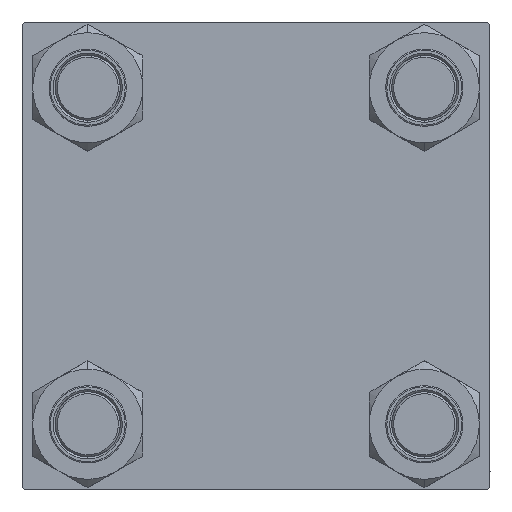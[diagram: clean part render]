
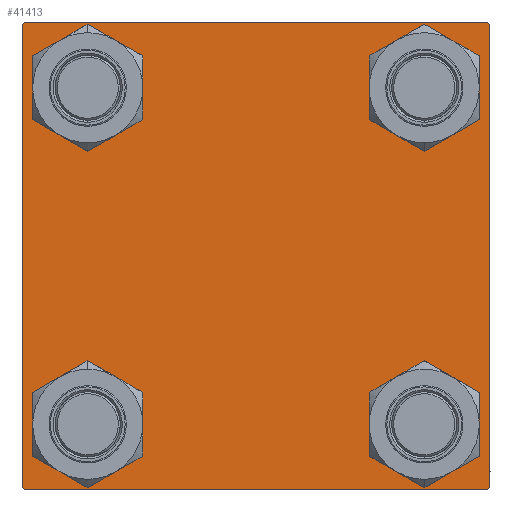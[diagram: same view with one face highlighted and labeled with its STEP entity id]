
A CAD part, left-side view. The second image highlights one B-rep face of the part: STEP entity #41413.
In plain terms, the highlighted planar face has unit normal (-1, 0, 0).
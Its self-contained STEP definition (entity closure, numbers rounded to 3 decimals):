
#321 = EDGE_CURVE ( 'NONE', #19626, #32813, #13951, .T. ) ;
#696 = DIRECTION ( 'NONE',  ( 0., 0.707, -0.707 ) ) ;
#1063 = CARTESIAN_POINT ( 'NONE',  ( 0., -41.35, -41.35 ) ) ;
#2033 = EDGE_CURVE ( 'NONE', #12159, #17047, #43246, .T. ) ;
#2157 = DIRECTION ( 'NONE',  ( 0., -1., 0. ) ) ;
#2257 = CARTESIAN_POINT ( 'NONE',  ( 0., 41.35, -41.35 ) ) ;
#2276 = FACE_BOUND ( 'NONE', #50941, .T. ) ;
#2323 = LINE ( 'NONE', #18005, #18052 ) ;
#3218 = EDGE_CURVE ( 'NONE', #42514, #32182, #2323, .T. ) ;
#3256 = CARTESIAN_POINT ( 'NONE',  ( 0., 41.35, 41.35 ) ) ;
#3346 = VERTEX_POINT ( 'NONE', #47366 ) ;
#3399 = EDGE_CURVE ( 'NONE', #23823, #3346, #35661, .T. ) ;
#3505 = CARTESIAN_POINT ( 'NONE',  ( 0., -57., -57.5 ) ) ;
#4427 = ORIENTED_EDGE ( 'NONE', *, *, #3218, .T. ) ;
#4753 = VERTEX_POINT ( 'NONE', #9852 ) ;
#4820 = AXIS2_PLACEMENT_3D ( 'NONE', #48598, #28673, #18931 ) ;
#5130 = EDGE_CURVE ( 'NONE', #28894, #48540, #24883, .T. ) ;
#6443 = VERTEX_POINT ( 'NONE', #3505 ) ;
#6459 = AXIS2_PLACEMENT_3D ( 'NONE', #3256, #35193, #51184 ) ;
#6706 = DIRECTION ( 'NONE',  ( 0., 0., 1. ) ) ;
#6778 = CARTESIAN_POINT ( 'NONE',  ( 0., -41.35, 41.35 ) ) ;
#7509 = ORIENTED_EDGE ( 'NONE', *, *, #9512, .T. ) ;
#8244 = EDGE_LOOP ( 'NONE', ( #41637, #50187 ) ) ;
#8657 = EDGE_CURVE ( 'NONE', #3346, #23823, #9133, .T. ) ;
#8899 = DIRECTION ( 'NONE',  ( 0., 0., 1. ) ) ;
#9133 = CIRCLE ( 'NONE', #18313, 8.5 ) ;
#9512 = EDGE_CURVE ( 'NONE', #6443, #46563, #25041, .T. ) ;
#9790 = ORIENTED_EDGE ( 'NONE', *, *, #3399, .T. ) ;
#9793 = CARTESIAN_POINT ( 'NONE',  ( 0., 57.5, 57.5 ) ) ;
#9852 = CARTESIAN_POINT ( 'NONE',  ( 0., 57., 57.5 ) ) ;
#9855 = FACE_BOUND ( 'NONE', #26596, .T. ) ;
#10028 = AXIS2_PLACEMENT_3D ( 'NONE', #30028, #46018, #22164 ) ;
#11078 = DIRECTION ( 'NONE',  ( 0., -1., 0. ) ) ;
#11604 = EDGE_CURVE ( 'NONE', #29688, #42514, #42528, .T. ) ;
#12159 = VERTEX_POINT ( 'NONE', #17261 ) ;
#12249 = EDGE_CURVE ( 'NONE', #48540, #28894, #36852, .T. ) ;
#12728 = CARTESIAN_POINT ( 'NONE',  ( 0., 57.25, 57.25 ) ) ;
#13056 = AXIS2_PLACEMENT_3D ( 'NONE', #6778, #31133, #23793 ) ;
#13337 = VERTEX_POINT ( 'NONE', #45766 ) ;
#13716 = ORIENTED_EDGE ( 'NONE', *, *, #321, .T. ) ;
#13906 = CIRCLE ( 'NONE', #28151, 8.5 ) ;
#13951 = CIRCLE ( 'NONE', #38220, 8.5 ) ;
#14040 = PLANE ( 'NONE',  #10028 ) ;
#14293 = ORIENTED_EDGE ( 'NONE', *, *, #11604, .T. ) ;
#14518 = DIRECTION ( 'NONE',  ( 1., 0., 0. ) ) ;
#14559 = FACE_BOUND ( 'NONE', #26829, .T. ) ;
#15529 = CARTESIAN_POINT ( 'NONE',  ( 0., 57.5, 57.5 ) ) ;
#16604 = LINE ( 'NONE', #37034, #21252 ) ;
#16740 = EDGE_CURVE ( 'NONE', #4753, #29688, #27953, .T. ) ;
#17047 = VERTEX_POINT ( 'NONE', #36654 ) ;
#17261 = CARTESIAN_POINT ( 'NONE',  ( 0., -57.5, 57. ) ) ;
#17458 = VECTOR ( 'NONE', #32910, 1000. ) ;
#18005 = CARTESIAN_POINT ( 'NONE',  ( 0., 57.25, -57.25 ) ) ;
#18052 = VECTOR ( 'NONE', #49987, 1000. ) ;
#18125 = CARTESIAN_POINT ( 'NONE',  ( 0., 41.35, -49.85 ) ) ;
#18166 = ORIENTED_EDGE ( 'NONE', *, *, #33088, .T. ) ;
#18313 = AXIS2_PLACEMENT_3D ( 'NONE', #26850, #14518, #26068 ) ;
#18931 = DIRECTION ( 'NONE',  ( 0., 0., 1. ) ) ;
#19296 = DIRECTION ( 'NONE',  ( 1., 0., 0. ) ) ;
#19626 = VERTEX_POINT ( 'NONE', #20272 ) ;
#19808 = CARTESIAN_POINT ( 'NONE',  ( 0., 41.35, 41.35 ) ) ;
#20272 = CARTESIAN_POINT ( 'NONE',  ( 0., -41.35, -49.85 ) ) ;
#21252 = VECTOR ( 'NONE', #32607, 1000. ) ;
#22164 = DIRECTION ( 'NONE',  ( 0., 0., 1. ) ) ;
#22244 = ORIENTED_EDGE ( 'NONE', *, *, #24982, .F. ) ;
#23793 = DIRECTION ( 'NONE',  ( 0., 0., 1. ) ) ;
#23823 = VERTEX_POINT ( 'NONE', #37533 ) ;
#24419 = EDGE_CURVE ( 'NONE', #44156, #13337, #45522, .T. ) ;
#24736 = EDGE_CURVE ( 'NONE', #12159, #46563, #16604, .T. ) ;
#24883 = CIRCLE ( 'NONE', #6459, 8.5 ) ;
#24982 = EDGE_CURVE ( 'NONE', #4753, #17047, #50900, .T. ) ;
#25041 = LINE ( 'NONE', #41020, #17458 ) ;
#25523 = DIRECTION ( 'NONE',  ( 0., 0., -1. ) ) ;
#26068 = DIRECTION ( 'NONE',  ( 0., 0., 1. ) ) ;
#26596 = EDGE_LOOP ( 'NONE', ( #18166, #13716 ) ) ;
#26731 = DIRECTION ( 'NONE',  ( 1., 0., 0. ) ) ;
#26829 = EDGE_LOOP ( 'NONE', ( #41211, #28399 ) ) ;
#26850 = CARTESIAN_POINT ( 'NONE',  ( 0., -41.35, 41.35 ) ) ;
#26867 = ORIENTED_EDGE ( 'NONE', *, *, #50297, .T. ) ;
#27622 = CARTESIAN_POINT ( 'NONE',  ( 0., -57.5, -57. ) ) ;
#27953 = LINE ( 'NONE', #12728, #47758 ) ;
#28120 = EDGE_LOOP ( 'NONE', ( #14293, #4427, #26867, #7509, #28660, #50972, #22244, #28473 ) ) ;
#28140 = CARTESIAN_POINT ( 'NONE',  ( 0., 57.5, 57. ) ) ;
#28151 = AXIS2_PLACEMENT_3D ( 'NONE', #1063, #40095, #8899 ) ;
#28399 = ORIENTED_EDGE ( 'NONE', *, *, #5130, .T. ) ;
#28473 = ORIENTED_EDGE ( 'NONE', *, *, #16740, .T. ) ;
#28491 = AXIS2_PLACEMENT_3D ( 'NONE', #19808, #19296, #43126 ) ;
#28660 = ORIENTED_EDGE ( 'NONE', *, *, #24736, .F. ) ;
#28673 = DIRECTION ( 'NONE',  ( 1., 0., 0. ) ) ;
#28894 = VERTEX_POINT ( 'NONE', #44366 ) ;
#29688 = VERTEX_POINT ( 'NONE', #28140 ) ;
#29741 = DIRECTION ( 'NONE',  ( 1., 0., 0. ) ) ;
#30028 = CARTESIAN_POINT ( 'NONE',  ( 0., 0., 0. ) ) ;
#30454 = AXIS2_PLACEMENT_3D ( 'NONE', #2257, #29741, #6706 ) ;
#30616 = CARTESIAN_POINT ( 'NONE',  ( 0., 41.35, 49.85 ) ) ;
#31133 = DIRECTION ( 'NONE',  ( 1., 0., 0. ) ) ;
#32182 = VERTEX_POINT ( 'NONE', #41419 ) ;
#32607 = DIRECTION ( 'NONE',  ( 0., 0., -1. ) ) ;
#32678 = VECTOR ( 'NONE', #25523, 1000. ) ;
#32813 = VERTEX_POINT ( 'NONE', #36468 ) ;
#32910 = DIRECTION ( 'NONE',  ( 0., -0.707, 0.707 ) ) ;
#33088 = EDGE_CURVE ( 'NONE', #32813, #19626, #13906, .T. ) ;
#33946 = FACE_OUTER_BOUND ( 'NONE', #28120, .T. ) ;
#34317 = CARTESIAN_POINT ( 'NONE',  ( 0., -41.35, -41.35 ) ) ;
#35193 = DIRECTION ( 'NONE',  ( 1., 0., 0. ) ) ;
#35212 = EDGE_CURVE ( 'NONE', #13337, #44156, #36578, .T. ) ;
#35661 = CIRCLE ( 'NONE', #13056, 8.5 ) ;
#36468 = CARTESIAN_POINT ( 'NONE',  ( 0., -41.35, -32.85 ) ) ;
#36578 = CIRCLE ( 'NONE', #4820, 8.5 ) ;
#36654 = CARTESIAN_POINT ( 'NONE',  ( 0., -57., 57.5 ) ) ;
#36852 = CIRCLE ( 'NONE', #28491, 8.5 ) ;
#37034 = CARTESIAN_POINT ( 'NONE',  ( 0., -57.5, 57.5 ) ) ;
#37533 = CARTESIAN_POINT ( 'NONE',  ( 0., -41.35, 32.85 ) ) ;
#38220 = AXIS2_PLACEMENT_3D ( 'NONE', #34317, #26731, #38768 ) ;
#38768 = DIRECTION ( 'NONE',  ( 0., 0., 1. ) ) ;
#40089 = DIRECTION ( 'NONE',  ( 0., 0.707, 0.707 ) ) ;
#40095 = DIRECTION ( 'NONE',  ( 1., 0., 0. ) ) ;
#40929 = LINE ( 'NONE', #49569, #45953 ) ;
#41020 = CARTESIAN_POINT ( 'NONE',  ( 0., -57.25, -57.25 ) ) ;
#41211 = ORIENTED_EDGE ( 'NONE', *, *, #12249, .T. ) ;
#41365 = VECTOR ( 'NONE', #11078, 1000. ) ;
#41413 = ADVANCED_FACE ( 'NONE', ( #2276, #9855, #41819, #14559, #33946 ), #14040, .T. ) ;
#41419 = CARTESIAN_POINT ( 'NONE',  ( 0., 57., -57.5 ) ) ;
#41637 = ORIENTED_EDGE ( 'NONE', *, *, #35212, .T. ) ;
#41819 = FACE_BOUND ( 'NONE', #8244, .T. ) ;
#42514 = VERTEX_POINT ( 'NONE', #50543 ) ;
#42528 = LINE ( 'NONE', #9793, #32678 ) ;
#43126 = DIRECTION ( 'NONE',  ( 0., 0., 1. ) ) ;
#43246 = LINE ( 'NONE', #47965, #50693 ) ;
#44156 = VERTEX_POINT ( 'NONE', #18125 ) ;
#44366 = CARTESIAN_POINT ( 'NONE',  ( 0., 41.35, 32.85 ) ) ;
#45522 = CIRCLE ( 'NONE', #30454, 8.5 ) ;
#45766 = CARTESIAN_POINT ( 'NONE',  ( 0., 41.35, -32.85 ) ) ;
#45953 = VECTOR ( 'NONE', #2157, 1000. ) ;
#46018 = DIRECTION ( 'NONE',  ( -1., 0., 0. ) ) ;
#46563 = VERTEX_POINT ( 'NONE', #27622 ) ;
#47366 = CARTESIAN_POINT ( 'NONE',  ( 0., -41.35, 49.85 ) ) ;
#47758 = VECTOR ( 'NONE', #696, 1000. ) ;
#47965 = CARTESIAN_POINT ( 'NONE',  ( 0., -57.25, 57.25 ) ) ;
#48540 = VERTEX_POINT ( 'NONE', #30616 ) ;
#48598 = CARTESIAN_POINT ( 'NONE',  ( 0., 41.35, -41.35 ) ) ;
#49569 = CARTESIAN_POINT ( 'NONE',  ( 0., 57.5, -57.5 ) ) ;
#49987 = DIRECTION ( 'NONE',  ( 0., -0.707, -0.707 ) ) ;
#50113 = ORIENTED_EDGE ( 'NONE', *, *, #8657, .T. ) ;
#50187 = ORIENTED_EDGE ( 'NONE', *, *, #24419, .T. ) ;
#50297 = EDGE_CURVE ( 'NONE', #32182, #6443, #40929, .T. ) ;
#50543 = CARTESIAN_POINT ( 'NONE',  ( 0., 57.5, -57. ) ) ;
#50693 = VECTOR ( 'NONE', #40089, 1000. ) ;
#50900 = LINE ( 'NONE', #15529, #41365 ) ;
#50941 = EDGE_LOOP ( 'NONE', ( #50113, #9790 ) ) ;
#50972 = ORIENTED_EDGE ( 'NONE', *, *, #2033, .T. ) ;
#51184 = DIRECTION ( 'NONE',  ( 0., 0., 1. ) ) ;
